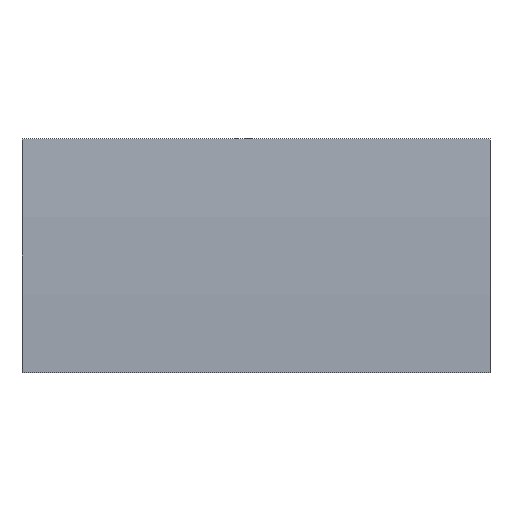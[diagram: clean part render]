
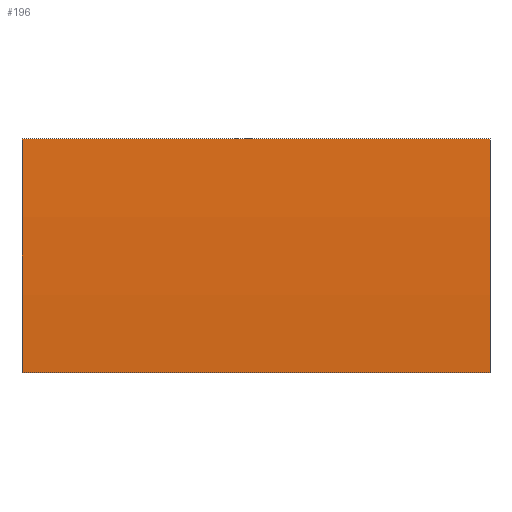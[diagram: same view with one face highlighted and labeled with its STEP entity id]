
A CAD part, left-side view. The second image highlights one B-rep face of the part: STEP entity #196.
In plain terms, the highlighted cylindrical face has radius 258.5 mm (diameter 517 mm), a partial arc.
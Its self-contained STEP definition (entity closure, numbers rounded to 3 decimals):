
#4 = VERTEX_POINT ( 'NONE', #147 ) ;
#8 = EDGE_CURVE ( 'NONE', #48, #4, #73, .T. ) ;
#13 = VECTOR ( 'NONE', #27, 1000. ) ;
#17 = EDGE_CURVE ( 'NONE', #48, #24, #134, .T. ) ;
#18 = DIRECTION ( 'NONE',  ( 0., -1., 0. ) ) ;
#24 = VERTEX_POINT ( 'NONE', #161 ) ;
#27 = DIRECTION ( 'NONE',  ( 0., -1., 0. ) ) ;
#30 = ORIENTED_EDGE ( 'NONE', *, *, #188, .T. ) ;
#32 = CARTESIAN_POINT ( 'NONE',  ( 4.355, 0., 0. ) ) ;
#44 = CARTESIAN_POINT ( 'NONE',  ( -253.709, 60., -15. ) ) ;
#45 = ORIENTED_EDGE ( 'NONE', *, *, #17, .T. ) ;
#48 = VERTEX_POINT ( 'NONE', #44 ) ;
#49 = DIRECTION ( 'NONE',  ( 0., -1., 0. ) ) ;
#67 = LINE ( 'NONE', #166, #167 ) ;
#73 = CIRCLE ( 'NONE', #118, 258.5 ) ;
#78 = CIRCLE ( 'NONE', #193, 258.5 ) ;
#90 = EDGE_CURVE ( 'NONE', #4, #169, #67, .T. ) ;
#100 = CARTESIAN_POINT ( 'NONE',  ( 4.355, 60., 0. ) ) ;
#103 = CARTESIAN_POINT ( 'NONE',  ( -253.709, 60., -15. ) ) ;
#104 = ORIENTED_EDGE ( 'NONE', *, *, #90, .F. ) ;
#107 = CARTESIAN_POINT ( 'NONE',  ( -253.709, 0., 15. ) ) ;
#108 = DIRECTION ( 'NONE',  ( 0., 1., 0. ) ) ;
#110 = DIRECTION ( 'NONE',  ( 0., 0., 1. ) ) ;
#118 = AXIS2_PLACEMENT_3D ( 'NONE', #154, #145, #149 ) ;
#134 = LINE ( 'NONE', #103, #13 ) ;
#145 = DIRECTION ( 'NONE',  ( 0., 1., 0. ) ) ;
#147 = CARTESIAN_POINT ( 'NONE',  ( -253.709, 60., 15. ) ) ;
#149 = DIRECTION ( 'NONE',  ( 0., 0., 1. ) ) ;
#150 = AXIS2_PLACEMENT_3D ( 'NONE', #100, #18, #173 ) ;
#152 = EDGE_LOOP ( 'NONE', ( #30, #104, #202, #45 ) ) ;
#154 = CARTESIAN_POINT ( 'NONE',  ( 4.355, 60., 0. ) ) ;
#161 = CARTESIAN_POINT ( 'NONE',  ( -253.709, 0., -15. ) ) ;
#166 = CARTESIAN_POINT ( 'NONE',  ( -253.709, 60., 15. ) ) ;
#167 = VECTOR ( 'NONE', #49, 1000. ) ;
#169 = VERTEX_POINT ( 'NONE', #107 ) ;
#173 = DIRECTION ( 'NONE',  ( 0., 0., -1. ) ) ;
#184 = CYLINDRICAL_SURFACE ( 'NONE', #150, 258.5 ) ;
#188 = EDGE_CURVE ( 'NONE', #24, #169, #78, .T. ) ;
#193 = AXIS2_PLACEMENT_3D ( 'NONE', #32, #108, #110 ) ;
#196 = ADVANCED_FACE ( 'NONE', ( #204 ), #184, .T. ) ;
#202 = ORIENTED_EDGE ( 'NONE', *, *, #8, .F. ) ;
#204 = FACE_OUTER_BOUND ( 'NONE', #152, .T. ) ;
